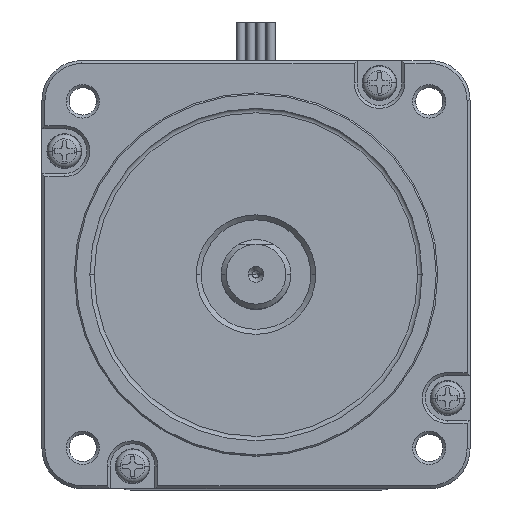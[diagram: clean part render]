
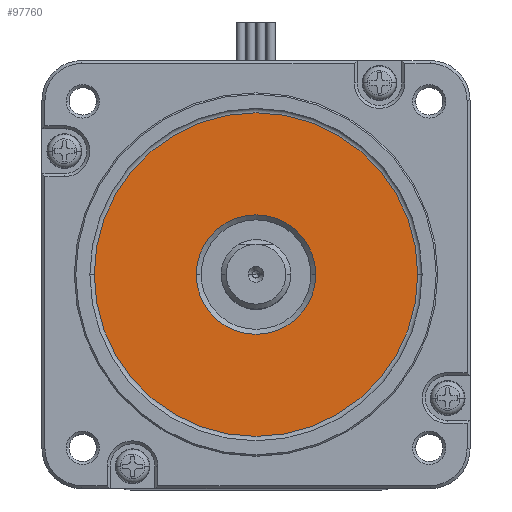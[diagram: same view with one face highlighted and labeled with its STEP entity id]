
A CAD part, top view. The second image highlights one B-rep face of the part: STEP entity #97760.
In plain terms, the highlighted planar face has unit normal (0, 0, 1).
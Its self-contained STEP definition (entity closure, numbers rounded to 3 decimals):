
#84270=CARTESIAN_POINT('',(32.5,0.,1.)
);
#84280=VERTEX_POINT('',#84270);
#84370=CARTESIAN_POINT('',(-32.5,0.,1.
));
#84380=VERTEX_POINT('',#84370);
#84410=CARTESIAN_POINT('',(0.,0.,1.));
#84420=DIRECTION('',(0.,0.,1.));
#84430=DIRECTION('',(1.,0.,-0.));
#84440=AXIS2_PLACEMENT_3D('',#84410,#84420,#84430);
#84450=CIRCLE('',#84440,32.5);
#84460=EDGE_CURVE('',#84380,#84280,#84450,.T.);
#97510=CARTESIAN_POINT('',(-32.89,-32.89,1.));
#97520=DIRECTION('',(0.,0.,1.));
#97530=DIRECTION('',(1.,0.,-0.));
#97540=AXIS2_PLACEMENT_3D('',#97510,#97520,#97530);
#97550=PLANE('',#97540);
#97560=EDGE_CURVE('',#84280,#84380,#84450,.T.);
#97570=ORIENTED_EDGE('',*,*,#97560,.T.);
#97580=ORIENTED_EDGE('',*,*,#84460,.T.);
#97590=EDGE_LOOP('',(#97580,#97570));
#97600=FACE_OUTER_BOUND('',#97590,.T.);
#97610=CARTESIAN_POINT('',(0.,0.,1.
));
#97620=DIRECTION('',(-0.,-0.,-1.));
#97630=DIRECTION('',(1.,0.,0.));
#97640=AXIS2_PLACEMENT_3D('',#97610,#97620,#97630);
#97650=CIRCLE('',#97640,12.);
#97660=CARTESIAN_POINT('',(12.,0.,1.));
#97670=VERTEX_POINT('',#97660);
#97680=CARTESIAN_POINT('',(-12.,0.,1.));
#97690=VERTEX_POINT('',#97680);
#97700=EDGE_CURVE('',#97670,#97690,#97650,.T.);
#97710=ORIENTED_EDGE('',*,*,#97700,.T.);
#97720=EDGE_CURVE('',#97690,#97670,#97650,.T.);
#97730=ORIENTED_EDGE('',*,*,#97720,.T.);
#97740=EDGE_LOOP('',(#97730,#97710));
#97750=FACE_BOUND('',#97740,.T.);
#97760=ADVANCED_FACE('',(#97600,#97750),#97550,.T.);
